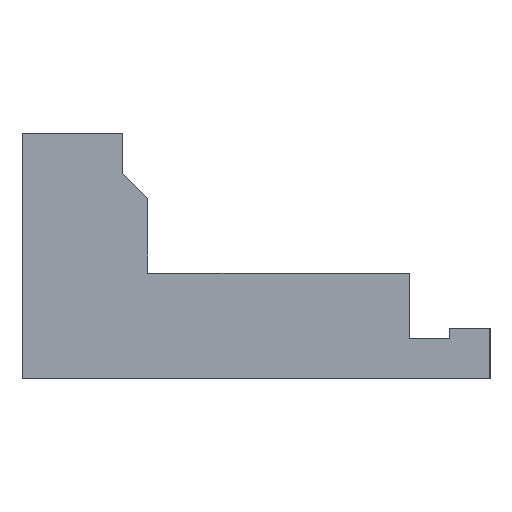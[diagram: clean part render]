
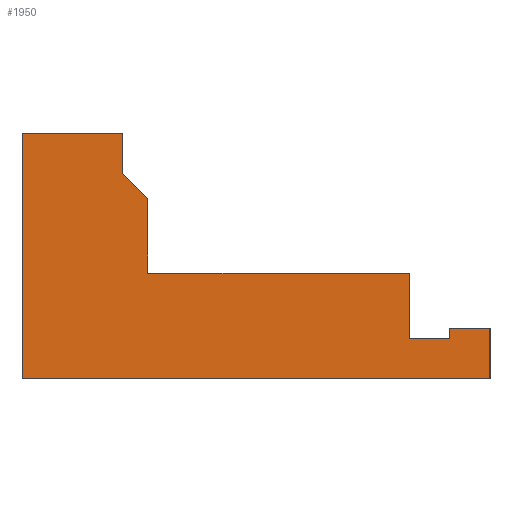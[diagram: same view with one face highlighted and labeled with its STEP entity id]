
A CAD part, left-side view. The second image highlights one B-rep face of the part: STEP entity #1950.
In plain terms, the highlighted planar face has unit normal (-1, 0, 0).
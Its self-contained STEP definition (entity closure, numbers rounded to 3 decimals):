
#131=LINE('',#2661,#377);
#135=LINE('',#2669,#381);
#138=LINE('',#2675,#384);
#141=LINE('',#2681,#387);
#154=LINE('',#2707,#400);
#183=LINE('',#2769,#429);
#230=LINE('',#2861,#476);
#236=LINE('',#2873,#482);
#259=LINE('',#2914,#505);
#263=LINE('',#2922,#509);
#276=LINE('',#2945,#522);
#334=LINE('',#3066,#580);
#377=VECTOR('',#2193,10.);
#381=VECTOR('',#2199,10.);
#384=VECTOR('',#2204,10.);
#387=VECTOR('',#2209,10.);
#400=VECTOR('',#2226,1000.);
#429=VECTOR('',#2267,1000.);
#476=VECTOR('',#2334,1000.);
#482=VECTOR('',#2342,1000.);
#505=VECTOR('',#2379,1000.);
#509=VECTOR('',#2385,1000.);
#522=VECTOR('',#2404,1000.);
#580=VECTOR('',#2540,1000.);
#696=FACE_OUTER_BOUND('',#806,.T.);
#806=EDGE_LOOP('',(#1749,#1750,#1751,#1752,#1753,#1754,#1755,#1756,#1757,
#1758,#1759,#1760));
#855=VERTEX_POINT('',#2659);
#856=VERTEX_POINT('',#2660);
#859=VERTEX_POINT('',#2668);
#861=VERTEX_POINT('',#2674);
#863=VERTEX_POINT('',#2680);
#873=VERTEX_POINT('',#2704);
#900=VERTEX_POINT('',#2766);
#901=VERTEX_POINT('',#2768);
#936=VERTEX_POINT('',#2860);
#941=VERTEX_POINT('',#2872);
#952=VERTEX_POINT('',#2912);
#955=VERTEX_POINT('',#2921);
#1041=EDGE_CURVE('',#855,#856,#131,.T.);
#1045=EDGE_CURVE('',#856,#859,#135,.F.);
#1048=EDGE_CURVE('',#859,#861,#138,.T.);
#1051=EDGE_CURVE('',#863,#855,#141,.T.);
#1064=EDGE_CURVE('',#873,#861,#154,.T.);
#1093=EDGE_CURVE('',#901,#900,#183,.T.);
#1140=EDGE_CURVE('',#901,#936,#230,.T.);
#1146=EDGE_CURVE('',#941,#936,#236,.T.);
#1169=EDGE_CURVE('',#952,#873,#259,.T.);
#1173=EDGE_CURVE('',#941,#955,#263,.T.);
#1186=EDGE_CURVE('',#955,#952,#276,.T.);
#1244=EDGE_CURVE('',#900,#863,#334,.T.);
#1749=ORIENTED_EDGE('',*,*,#1140,.F.);
#1750=ORIENTED_EDGE('',*,*,#1093,.T.);
#1751=ORIENTED_EDGE('',*,*,#1244,.T.);
#1752=ORIENTED_EDGE('',*,*,#1051,.T.);
#1753=ORIENTED_EDGE('',*,*,#1041,.T.);
#1754=ORIENTED_EDGE('',*,*,#1045,.T.);
#1755=ORIENTED_EDGE('',*,*,#1048,.T.);
#1756=ORIENTED_EDGE('',*,*,#1064,.F.);
#1757=ORIENTED_EDGE('',*,*,#1169,.F.);
#1758=ORIENTED_EDGE('',*,*,#1186,.F.);
#1759=ORIENTED_EDGE('',*,*,#1173,.F.);
#1760=ORIENTED_EDGE('',*,*,#1146,.T.);
#1852=PLANE('',#2074);
#1950=ADVANCED_FACE('',(#696),#1852,.T.);
#2074=AXIS2_PLACEMENT_3D('',#3067,#2541,#2542);
#2193=DIRECTION('',(0.,1.,0.));
#2199=DIRECTION('',(0.,0.,1.));
#2204=DIRECTION('',(0.,-1.,0.));
#2209=DIRECTION('',(0.,0.,1.));
#2226=DIRECTION('',(0.,0.,-1.));
#2267=DIRECTION('',(0.,0.,1.));
#2334=DIRECTION('',(0.,-1.,0.));
#2342=DIRECTION('',(0.,0.,1.));
#2379=DIRECTION('',(0.,-1.,0.));
#2385=DIRECTION('',(0.,-1.,0.));
#2404=DIRECTION('',(0.,0.,1.));
#2540=DIRECTION('',(0.,0.707,0.707));
#2541=DIRECTION('center_axis',(-1.,0.,0.));
#2542=DIRECTION('ref_axis',(0.,0.,1.));
#2659=CARTESIAN_POINT('',(-32.125,18.25,12.2));
#2660=CARTESIAN_POINT('',(-32.125,23.25,12.2));
#2661=CARTESIAN_POINT('',(-32.125,11.125,12.2));
#2668=CARTESIAN_POINT('',(-32.125,23.25,0.));
#2669=CARTESIAN_POINT('',(-32.125,23.25,9.15));
#2674=CARTESIAN_POINT('',(-32.125,0.,0.));
#2675=CARTESIAN_POINT('',(-32.125,11.125,0.));
#2680=CARTESIAN_POINT('',(-32.125,18.25,10.2));
#2681=CARTESIAN_POINT('',(-32.125,18.25,4.05));
#2704=CARTESIAN_POINT('',(-32.125,0.,2.5));
#2707=CARTESIAN_POINT('',(-32.125,0.,12.2));
#2766=CARTESIAN_POINT('',(-32.125,17.,8.95));
#2768=CARTESIAN_POINT('',(-32.125,17.,5.25));
#2769=CARTESIAN_POINT('',(-32.125,17.,8.725));
#2860=CARTESIAN_POINT('',(-32.125,4.,5.25));
#2861=CARTESIAN_POINT('',(-32.125,17.,5.25));
#2872=CARTESIAN_POINT('',(-32.125,4.,2.));
#2873=CARTESIAN_POINT('',(-32.125,4.,2.));
#2912=CARTESIAN_POINT('',(-32.125,2.,2.5));
#2914=CARTESIAN_POINT('',(-32.125,7.125,2.5));
#2921=CARTESIAN_POINT('',(-32.125,2.,2.));
#2922=CARTESIAN_POINT('',(-32.125,7.125,2.));
#2945=CARTESIAN_POINT('',(-32.125,2.,2.));
#3066=CARTESIAN_POINT('',(-32.125,17.,8.95));
#3067=CARTESIAN_POINT('Origin',(-32.125,11.125,6.1));
